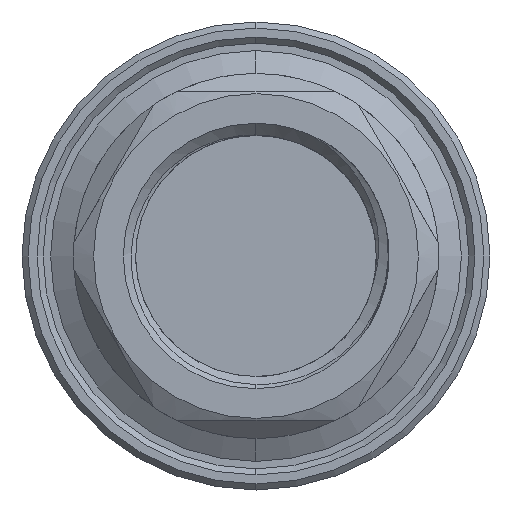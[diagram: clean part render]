
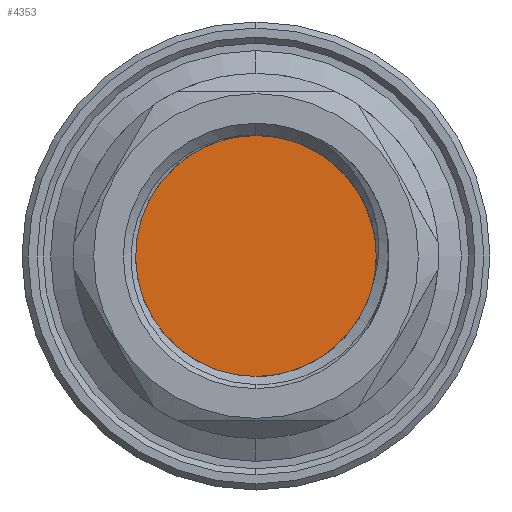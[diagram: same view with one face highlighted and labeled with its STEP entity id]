
A CAD part, left-side view. The second image highlights one B-rep face of the part: STEP entity #4353.
In plain terms, the highlighted planar face has unit normal (-1, 0, 0).
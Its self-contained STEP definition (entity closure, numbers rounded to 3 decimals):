
#215 = AXIS2_PLACEMENT_3D ( 'NONE', #4138, #3189, #4062 ) ;
#385 = DIRECTION ( 'NONE',  ( 0., 0., 1. ) ) ;
#517 = AXIS2_PLACEMENT_3D ( 'NONE', #4965, #951, #1849 ) ;
#594 = ORIENTED_EDGE ( 'NONE', *, *, #1720, .T. ) ;
#604 = FACE_OUTER_BOUND ( 'NONE', #5263, .T. ) ;
#754 = VERTEX_POINT ( 'NONE', #4415 ) ;
#951 = DIRECTION ( 'NONE',  ( -1., 0., 0. ) ) ;
#1720 = EDGE_CURVE ( 'NONE', #5298, #754, #5528, .T. ) ;
#1849 = DIRECTION ( 'NONE',  ( 0., 0., 1. ) ) ;
#2134 = DIRECTION ( 'NONE',  ( -1., 0., 0. ) ) ;
#2177 = CIRCLE ( 'NONE', #3970, 9.9 ) ;
#2373 = PLANE ( 'NONE',  #215 ) ;
#3032 = CARTESIAN_POINT ( 'NONE',  ( 201824.976, 201918.934, 0. ) ) ;
#3167 = ORIENTED_EDGE ( 'NONE', *, *, #4923, .T. ) ;
#3189 = DIRECTION ( 'NONE',  ( -1., 0., 0. ) ) ;
#3970 = AXIS2_PLACEMENT_3D ( 'NONE', #3032, #2134, #385 ) ;
#4062 = DIRECTION ( 'NONE',  ( 0., 0., 1. ) ) ;
#4138 = CARTESIAN_POINT ( 'NONE',  ( 201824.976, 201918.934, 0. ) ) ;
#4230 = CARTESIAN_POINT ( 'NONE',  ( 201824.976, 201918.934, -9.9 ) ) ;
#4353 = ADVANCED_FACE ( 'NONE', ( #604 ), #2373, .T. ) ;
#4415 = CARTESIAN_POINT ( 'NONE',  ( 201824.976, 201918.934, 9.9 ) ) ;
#4923 = EDGE_CURVE ( 'NONE', #754, #5298, #2177, .T. ) ;
#4965 = CARTESIAN_POINT ( 'NONE',  ( 201824.976, 201918.934, 0. ) ) ;
#5263 = EDGE_LOOP ( 'NONE', ( #3167, #594 ) ) ;
#5298 = VERTEX_POINT ( 'NONE', #4230 ) ;
#5528 = CIRCLE ( 'NONE', #517, 9.9 ) ;
